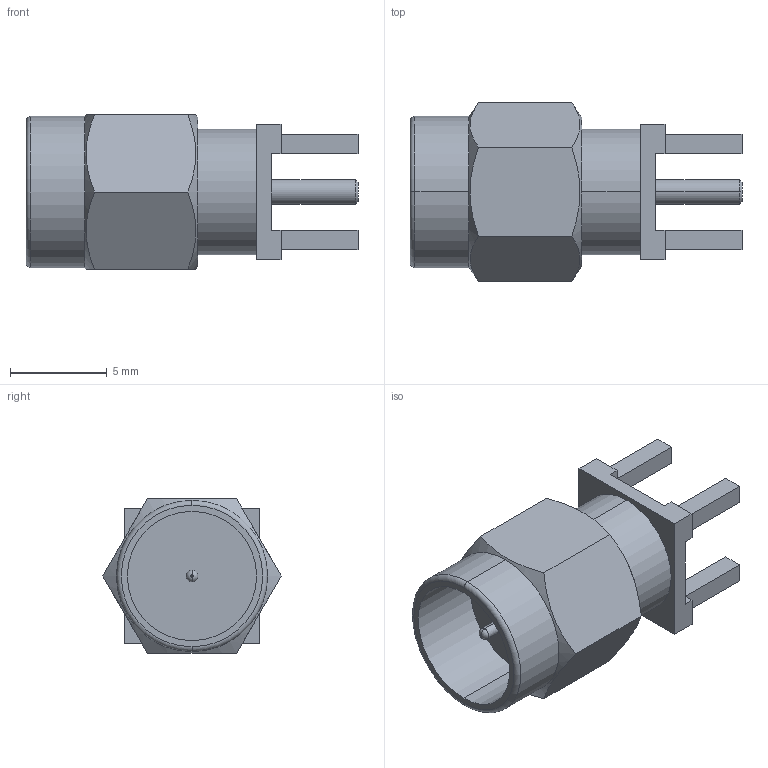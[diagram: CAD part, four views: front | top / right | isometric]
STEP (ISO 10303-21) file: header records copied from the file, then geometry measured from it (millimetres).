
FILE_DESCRIPTION (( 'STEP AP214' ), '1' );
FILE_NAME ('RFPCB-SMA-MS18G-36_3D.step', '2023-03-13T18:27:38', ( '' ), ( '' ), 'SwSTEP 2.0', 'SolidWorks 2022', '' );
FILE_SCHEMA (( 'AUTOMOTIVE_DESIGN' ));
Length unit declared in the file: inch
Products named in the file (1): RFPCB-SMA-MS18G-36_3D
Bounding box: 17.2 x 9.24 x 8 mm (x, y, z)
Volume: 500 mm3; surface area: 631.8 mm2
Topology: 1 solids, 1 shells, 64 faces, 160 edges, 104 vertices
Faces by surface type: plane 42, cylinder 12, cone 6, torus 4
Entity records: 2024 total; most frequent: CARTESIAN_POINT 449, ORIENTED_EDGE 320, DIRECTION 310, EDGE_CURVE 160, LINE 108, VECTOR 108, VERTEX_POINT 104, AXIS2_PLACEMENT_3D 101
